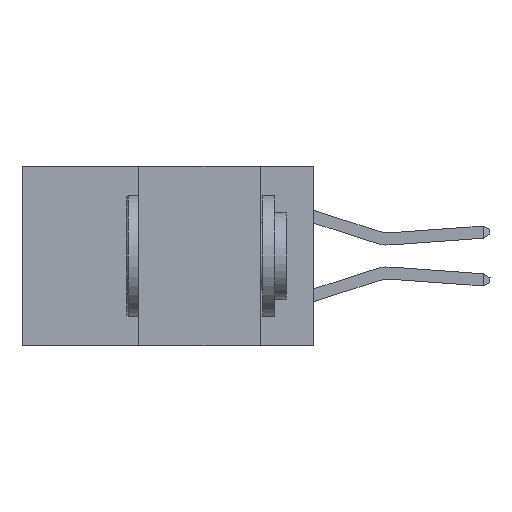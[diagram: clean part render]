
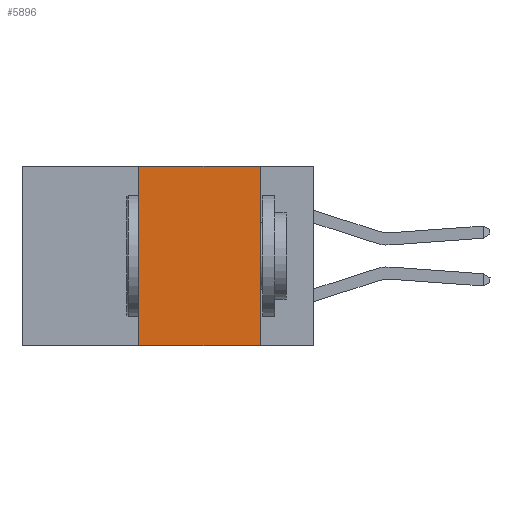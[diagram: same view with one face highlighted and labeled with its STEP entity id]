
A CAD part, left-side view. The second image highlights one B-rep face of the part: STEP entity #5896.
In plain terms, the highlighted planar face has unit normal (-1, 0, 0).
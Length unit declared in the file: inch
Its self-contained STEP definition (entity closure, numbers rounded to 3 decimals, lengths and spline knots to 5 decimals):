
#291 = EDGE_CURVE ( 'NONE', #1907, #2235, #10617, .T. ) ;
#793 = DIRECTION ( 'NONE',  ( 0., 0., 1. ) ) ;
#951 = VERTEX_POINT ( 'NONE', #8442 ) ;
#1531 = ORIENTED_EDGE ( 'NONE', *, *, #10729, .F. ) ;
#1907 = VERTEX_POINT ( 'NONE', #4667 ) ;
#2235 = VERTEX_POINT ( 'NONE', #6920 ) ;
#3205 = VERTEX_POINT ( 'NONE', #11761 ) ;
#3422 = DIRECTION ( 'NONE',  ( 1., 0., 0. ) ) ;
#4595 = VECTOR ( 'NONE', #7918, 39.37008 ) ;
#4667 = CARTESIAN_POINT ( 'NONE',  ( 0., 0.11, 0. ) ) ;
#5245 = ORIENTED_EDGE ( 'NONE', *, *, #291, .F. ) ;
#5531 = VECTOR ( 'NONE', #12224, 39.37008 ) ;
#5896 = ADVANCED_FACE ( 'NONE', ( #6582 ), #8155, .F. ) ;
#6064 = DIRECTION ( 'NONE',  ( 0., -1., 0. ) ) ;
#6582 = FACE_OUTER_BOUND ( 'NONE', #7738, .T. ) ;
#6845 = CARTESIAN_POINT ( 'NONE',  ( 0., 0.6, -0.37 ) ) ;
#6920 = CARTESIAN_POINT ( 'NONE',  ( 0., 0.11, -0.37 ) ) ;
#7047 = LINE ( 'NONE', #10767, #11408 ) ;
#7148 = VECTOR ( 'NONE', #793, 39.37008 ) ;
#7408 = AXIS2_PLACEMENT_3D ( 'NONE', #12118, #3422, #12156 ) ;
#7659 = EDGE_CURVE ( 'NONE', #3205, #951, #8315, .T. ) ;
#7723 = LINE ( 'NONE', #6845, #4595 ) ;
#7738 = EDGE_LOOP ( 'NONE', ( #5245, #1531, #8317, #8719 ) ) ;
#7918 = DIRECTION ( 'NONE',  ( 0., -1., 0. ) ) ;
#7942 = EDGE_CURVE ( 'NONE', #3205, #2235, #7723, .T. ) ;
#8155 = PLANE ( 'NONE',  #7408 ) ;
#8315 = LINE ( 'NONE', #11943, #7148 ) ;
#8317 = ORIENTED_EDGE ( 'NONE', *, *, #7659, .F. ) ;
#8442 = CARTESIAN_POINT ( 'NONE',  ( 0., 0.36, 0. ) ) ;
#8719 = ORIENTED_EDGE ( 'NONE', *, *, #7942, .T. ) ;
#10364 = CARTESIAN_POINT ( 'NONE',  ( 0., 0.11, 0. ) ) ;
#10617 = LINE ( 'NONE', #10364, #5531 ) ;
#10729 = EDGE_CURVE ( 'NONE', #951, #1907, #7047, .T. ) ;
#10767 = CARTESIAN_POINT ( 'NONE',  ( 0., 0.6, 0. ) ) ;
#11408 = VECTOR ( 'NONE', #6064, 39.37008 ) ;
#11761 = CARTESIAN_POINT ( 'NONE',  ( 0., 0.36, -0.37 ) ) ;
#11943 = CARTESIAN_POINT ( 'NONE',  ( 0., 0.36, 0. ) ) ;
#12118 = CARTESIAN_POINT ( 'NONE',  ( 0., 0.6, 0. ) ) ;
#12156 = DIRECTION ( 'NONE',  ( 0., 0., -1. ) ) ;
#12224 = DIRECTION ( 'NONE',  ( 0., 0., -1. ) ) ;
